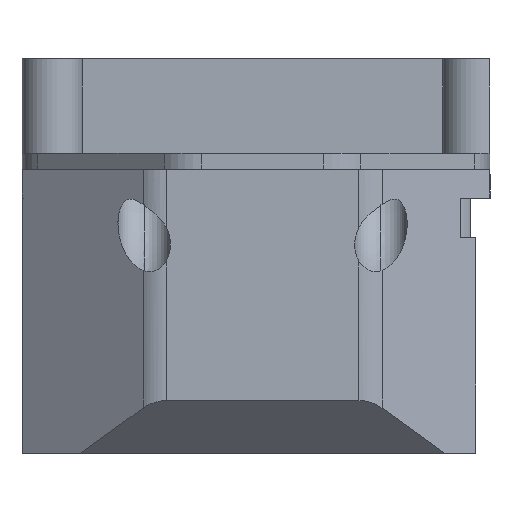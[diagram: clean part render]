
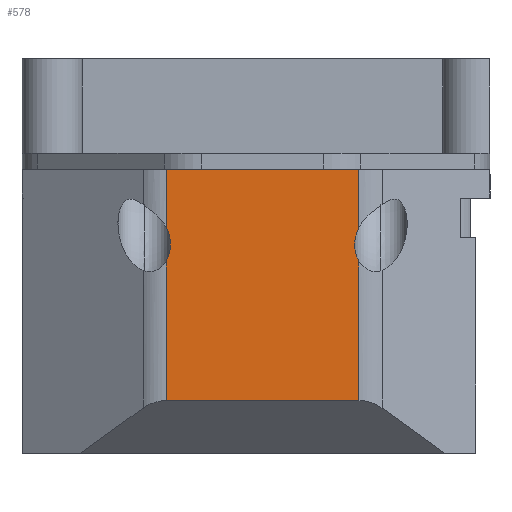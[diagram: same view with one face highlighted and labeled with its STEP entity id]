
A CAD part, front view. The second image highlights one B-rep face of the part: STEP entity #578.
In plain terms, the highlighted planar face has unit normal (0, -1, 0).
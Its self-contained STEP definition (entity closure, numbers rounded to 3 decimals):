
#30 = DIRECTION ( 'NONE',  ( 1., 0., 0. ) ) ;
#66 = CARTESIAN_POINT ( 'NONE',  ( -1.833, 0., 0.396 ) ) ;
#96 = ORIENTED_EDGE ( 'NONE', *, *, #373, .T. ) ;
#139 = PLANE ( 'NONE',  #1058 ) ;
#180 = ORIENTED_EDGE ( 'NONE', *, *, #1107, .F. ) ;
#187 = CARTESIAN_POINT ( 'NONE',  ( 1.833, 0., 0. ) ) ;
#188 = VERTEX_POINT ( 'NONE', #1437 ) ;
#201 = CARTESIAN_POINT ( 'NONE',  ( 1.751, 0., 0.185 ) ) ;
#204 = DIRECTION ( 'NONE',  ( 1., 0., 0. ) ) ;
#206 = DIRECTION ( 'NONE',  ( 0., 0., -1. ) ) ;
#222 = VERTEX_POINT ( 'NONE', #406 ) ;
#261 = CARTESIAN_POINT ( 'NONE',  ( -1.751, 0., 0.186 ) ) ;
#272 = LINE ( 'NONE', #1189, #1137 ) ;
#275 = VERTEX_POINT ( 'NONE', #66 ) ;
#292 = CARTESIAN_POINT ( 'NONE',  ( 1.776, 0., -0.148 ) ) ;
#295 = VERTEX_POINT ( 'NONE', #525 ) ;
#308 = CARTESIAN_POINT ( 'NONE',  ( 1.78, 0., 0.297 ) ) ;
#329 = EDGE_CURVE ( 'NONE', #222, #773, #1192, .T. ) ;
#373 = EDGE_CURVE ( 'NONE', #188, #514, #899, .T. ) ;
#394 = VECTOR ( 'NONE', #1473, 1000. ) ;
#406 = CARTESIAN_POINT ( 'NONE',  ( 1.833, 0., -2.9 ) ) ;
#426 = EDGE_CURVE ( 'NONE', #904, #275, #779, .T. ) ;
#435 = CARTESIAN_POINT ( 'NONE',  ( 1.833, 0., 0.396 ) ) ;
#466 = ORIENTED_EDGE ( 'NONE', *, *, #329, .T. ) ;
#480 = FACE_OUTER_BOUND ( 'NONE', #885, .T. ) ;
#493 = CARTESIAN_POINT ( 'NONE',  ( -1.78, 0., 0.297 ) ) ;
#514 = VERTEX_POINT ( 'NONE', #592 ) ;
#515 = CARTESIAN_POINT ( 'NONE',  ( -1.833, 0., -2.9 ) ) ;
#525 = CARTESIAN_POINT ( 'NONE',  ( -1.833, 0., -0.245 ) ) ;
#558 = EDGE_CURVE ( 'NONE', #295, #275, #998, .T. ) ;
#578 = ADVANCED_FACE ( 'NONE', ( #480 ), #139, .T. ) ;
#592 = CARTESIAN_POINT ( 'NONE',  ( 1.833, 0., 1.5 ) ) ;
#599 = CARTESIAN_POINT ( 'NONE',  ( 0., 0., 0. ) ) ;
#610 = ORIENTED_EDGE ( 'NONE', *, *, #803, .T. ) ;
#724 = ORIENTED_EDGE ( 'NONE', *, *, #558, .F. ) ;
#773 = VERTEX_POINT ( 'NONE', #1404 ) ;
#779 = LINE ( 'NONE', #1236, #1216 ) ;
#803 = EDGE_CURVE ( 'NONE', #295, #902, #272, .T. ) ;
#812 = DIRECTION ( 'NONE',  ( 0., -1., 0. ) ) ;
#834 = DIRECTION ( 'NONE',  ( 0., 0., -1. ) ) ;
#867 = EDGE_CURVE ( 'NONE', #902, #222, #1057, .T. ) ;
#873 = LINE ( 'NONE', #999, #1470 ) ;
#876 = VECTOR ( 'NONE', #30, 1000. ) ;
#885 = EDGE_LOOP ( 'NONE', ( #1122, #96, #180, #1210, #724, #610, #1367, #466 ) ) ;
#899 = LINE ( 'NONE', #1480, #394 ) ;
#902 = VERTEX_POINT ( 'NONE', #515 ) ;
#904 = VERTEX_POINT ( 'NONE', #1309 ) ;
#930 = CARTESIAN_POINT ( 'NONE',  ( -1.749, 0., -0.036 ) ) ;
#942 = CARTESIAN_POINT ( 'NONE',  ( -1.833, 0., -0.245 ) ) ;
#943 = EDGE_CURVE ( 'NONE', #188, #773, #1180, .T. ) ;
#998 = B_SPLINE_CURVE_WITH_KNOTS ( 'NONE', 3,
 ( #942, #1409, #930, #261, #493, #1399 ),
 .UNSPECIFIED., .F., .F.,
 ( 4, 2, 4 ),
 ( 0.001, 0.001, 0.001 ),
 .UNSPECIFIED. ) ;
#999 = CARTESIAN_POINT ( 'NONE',  ( -1.833, 0., 1.5 ) ) ;
#1012 = CARTESIAN_POINT ( 'NONE',  ( 1.833, 0., -0.245 ) ) ;
#1057 = LINE ( 'NONE', #1301, #876 ) ;
#1058 = AXIS2_PLACEMENT_3D ( 'NONE', #599, #812, #834 ) ;
#1107 = EDGE_CURVE ( 'NONE', #904, #514, #873, .T. ) ;
#1122 = ORIENTED_EDGE ( 'NONE', *, *, #943, .F. ) ;
#1137 = VECTOR ( 'NONE', #1197, 1000. ) ;
#1180 = B_SPLINE_CURVE_WITH_KNOTS ( 'NONE', 3,
 ( #435, #308, #201, #1213, #292, #1012 ),
 .UNSPECIFIED., .F., .F.,
 ( 4, 2, 4 ),
 ( 0.003, 0.003, 0.003 ),
 .UNSPECIFIED. ) ;
#1189 = CARTESIAN_POINT ( 'NONE',  ( -1.833, 0., -2.9 ) ) ;
#1192 = LINE ( 'NONE', #187, #1362 ) ;
#1197 = DIRECTION ( 'NONE',  ( 0., 0., -1. ) ) ;
#1209 = DIRECTION ( 'NONE',  ( 0., 0., 1. ) ) ;
#1210 = ORIENTED_EDGE ( 'NONE', *, *, #426, .T. ) ;
#1213 = CARTESIAN_POINT ( 'NONE',  ( 1.749, 0., -0.036 ) ) ;
#1216 = VECTOR ( 'NONE', #206, 1000. ) ;
#1236 = CARTESIAN_POINT ( 'NONE',  ( -1.833, 0., 0.64 ) ) ;
#1301 = CARTESIAN_POINT ( 'NONE',  ( 0., 0., -2.9 ) ) ;
#1309 = CARTESIAN_POINT ( 'NONE',  ( -1.833, 0., 1.5 ) ) ;
#1362 = VECTOR ( 'NONE', #1209, 1000. ) ;
#1367 = ORIENTED_EDGE ( 'NONE', *, *, #867, .T. ) ;
#1399 = CARTESIAN_POINT ( 'NONE',  ( -1.833, 0., 0.396 ) ) ;
#1404 = CARTESIAN_POINT ( 'NONE',  ( 1.833, 0., -0.245 ) ) ;
#1409 = CARTESIAN_POINT ( 'NONE',  ( -1.776, 0., -0.149 ) ) ;
#1437 = CARTESIAN_POINT ( 'NONE',  ( 1.833, 0., 0.396 ) ) ;
#1470 = VECTOR ( 'NONE', #204, 1000. ) ;
#1473 = DIRECTION ( 'NONE',  ( 0., 0., 1. ) ) ;
#1480 = CARTESIAN_POINT ( 'NONE',  ( 1.833, 0., 0. ) ) ;
